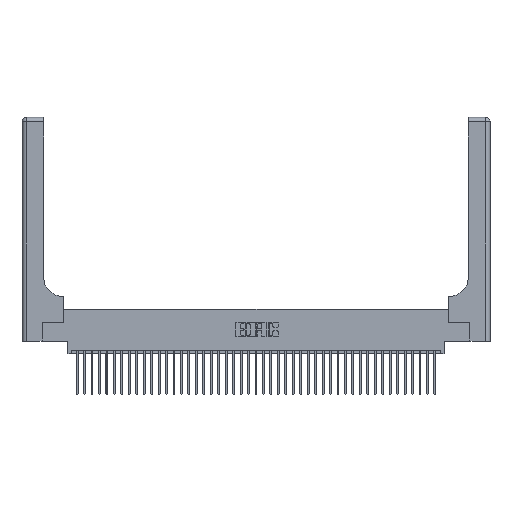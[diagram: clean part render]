
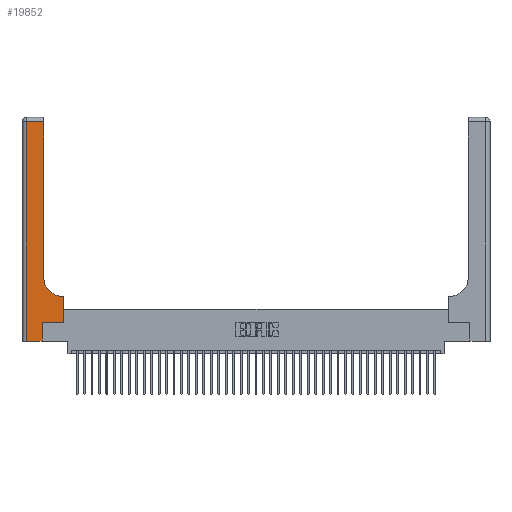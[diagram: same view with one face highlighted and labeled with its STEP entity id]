
A CAD part, top view. The second image highlights one B-rep face of the part: STEP entity #19852.
In plain terms, the highlighted planar face has unit normal (0, 0, 1).
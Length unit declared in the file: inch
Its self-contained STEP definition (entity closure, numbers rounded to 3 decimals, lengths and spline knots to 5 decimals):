
#270 = CARTESIAN_POINT ( 'NONE',  ( 0., 0., 0.37 ) ) ;
#432 = LINE ( 'NONE', #12538, #8316 ) ;
#1140 = VECTOR ( 'NONE', #28420, 39.37008 ) ;
#1524 = DIRECTION ( 'NONE',  ( 0., 1., 0. ) ) ;
#1953 = VECTOR ( 'NONE', #2993, 39.37008 ) ;
#2590 = ORIENTED_EDGE ( 'NONE', *, *, #5955, .T. ) ;
#2640 = CIRCLE ( 'NONE', #12292, 0.25 ) ;
#2993 = DIRECTION ( 'NONE',  ( 0., 1., 0. ) ) ;
#3825 = VECTOR ( 'NONE', #39524, 39.37008 ) ;
#3923 = CARTESIAN_POINT ( 'NONE',  ( 0.06, 0., 0.37 ) ) ;
#4252 = LINE ( 'NONE', #21639, #29743 ) ;
#4342 = CARTESIAN_POINT ( 'NONE',  ( 0., 3., 0.37 ) ) ;
#4407 = AXIS2_PLACEMENT_3D ( 'NONE', #4342, #27628, #7685 ) ;
#4649 = LINE ( 'NONE', #270, #21413 ) ;
#4652 = CARTESIAN_POINT ( 'NONE',  ( 0.5415, 0.6, 0.37 ) ) ;
#5037 = ORIENTED_EDGE ( 'NONE', *, *, #41943, .T. ) ;
#5839 = VECTOR ( 'NONE', #1524, 39.37008 ) ;
#5955 = EDGE_CURVE ( 'NONE', #41913, #7986, #2640, .T. ) ;
#6154 = ORIENTED_EDGE ( 'NONE', *, *, #7461, .T. ) ;
#6540 = LINE ( 'NONE', #30163, #15536 ) ;
#7024 = DIRECTION ( 'NONE',  ( 1., 0., 0. ) ) ;
#7051 = DIRECTION ( 'NONE',  ( 0., -1., 0. ) ) ;
#7399 = VERTEX_POINT ( 'NONE', #16950 ) ;
#7461 = EDGE_CURVE ( 'NONE', #13696, #32971, #6540, .T. ) ;
#7685 = DIRECTION ( 'NONE',  ( -1., 0., 0. ) ) ;
#7986 = VERTEX_POINT ( 'NONE', #17192 ) ;
#8316 = VECTOR ( 'NONE', #42133, 39.37008 ) ;
#9785 = EDGE_LOOP ( 'NONE', ( #20528, #13489, #6154, #31469, #22257, #5037, #10564, #28216, #2590 ) ) ;
#10564 = ORIENTED_EDGE ( 'NONE', *, *, #12545, .T. ) ;
#11978 = LINE ( 'NONE', #19742, #1953 ) ;
#12292 = AXIS2_PLACEMENT_3D ( 'NONE', #15500, #38444, #18858 ) ;
#12538 = CARTESIAN_POINT ( 'NONE',  ( 0., 2.94, 0.37 ) ) ;
#12545 = EDGE_CURVE ( 'NONE', #24283, #39755, #11978, .T. ) ;
#13268 = EDGE_CURVE ( 'NONE', #32971, #7399, #4649, .T. ) ;
#13489 = ORIENTED_EDGE ( 'NONE', *, *, #31333, .T. ) ;
#13696 = VERTEX_POINT ( 'NONE', #32572 ) ;
#14956 = CARTESIAN_POINT ( 'NONE',  ( 0.2915, 3., 0.37 ) ) ;
#15500 = CARTESIAN_POINT ( 'NONE',  ( 0.5415, 0.85, 0.37 ) ) ;
#15536 = VECTOR ( 'NONE', #7051, 39.37008 ) ;
#16270 = CARTESIAN_POINT ( 'NONE',  ( 0.269, 0.25, 0.37 ) ) ;
#16785 = EDGE_CURVE ( 'NONE', #7399, #35051, #26707, .T. ) ;
#16950 = CARTESIAN_POINT ( 'NONE',  ( 0.269, 0., 0.37 ) ) ;
#17192 = CARTESIAN_POINT ( 'NONE',  ( 0.2915, 0.85, 0.37 ) ) ;
#18395 = CARTESIAN_POINT ( 'NONE',  ( 0.2915, 2.94, 0.37 ) ) ;
#18858 = DIRECTION ( 'NONE',  ( 1., 0., 0. ) ) ;
#19742 = CARTESIAN_POINT ( 'NONE',  ( 0.5585, 0.25, 0.37 ) ) ;
#19852 = ADVANCED_FACE ( 'NONE', ( #26573 ), #24348, .F. ) ;
#20528 = ORIENTED_EDGE ( 'NONE', *, *, #37842, .T. ) ;
#21413 = VECTOR ( 'NONE', #7024, 39.37008 ) ;
#21619 = CARTESIAN_POINT ( 'NONE',  ( 0.5585, 0.25, 0.37 ) ) ;
#21639 = CARTESIAN_POINT ( 'NONE',  ( 0.269, 0.25, 0.37 ) ) ;
#21655 = LINE ( 'NONE', #36271, #3825 ) ;
#22257 = ORIENTED_EDGE ( 'NONE', *, *, #16785, .T. ) ;
#24283 = VERTEX_POINT ( 'NONE', #21619 ) ;
#24348 = PLANE ( 'NONE',  #4407 ) ;
#24932 = DIRECTION ( 'NONE',  ( 1., 0., 0. ) ) ;
#26573 = FACE_OUTER_BOUND ( 'NONE', #9785, .T. ) ;
#26707 = LINE ( 'NONE', #35035, #1140 ) ;
#27628 = DIRECTION ( 'NONE',  ( 0., 0., -1. ) ) ;
#28216 = ORIENTED_EDGE ( 'NONE', *, *, #40871, .T. ) ;
#28420 = DIRECTION ( 'NONE',  ( 0., 1., 0. ) ) ;
#29743 = VECTOR ( 'NONE', #24932, 39.37008 ) ;
#30163 = CARTESIAN_POINT ( 'NONE',  ( 0.06, 3., 0.37 ) ) ;
#31333 = EDGE_CURVE ( 'NONE', #38653, #13696, #432, .T. ) ;
#31469 = ORIENTED_EDGE ( 'NONE', *, *, #13268, .T. ) ;
#32572 = CARTESIAN_POINT ( 'NONE',  ( 0.06, 2.94, 0.37 ) ) ;
#32971 = VERTEX_POINT ( 'NONE', #3923 ) ;
#33243 = CARTESIAN_POINT ( 'NONE',  ( 0.5585, 0.6, 0.37 ) ) ;
#35035 = CARTESIAN_POINT ( 'NONE',  ( 0.269, 0., 0.37 ) ) ;
#35051 = VERTEX_POINT ( 'NONE', #16270 ) ;
#36271 = CARTESIAN_POINT ( 'NONE',  ( 0.2915, 0.6, 0.37 ) ) ;
#37842 = EDGE_CURVE ( 'NONE', #7986, #38653, #41998, .T. ) ;
#38444 = DIRECTION ( 'NONE',  ( 0., 0., -1. ) ) ;
#38653 = VERTEX_POINT ( 'NONE', #18395 ) ;
#39524 = DIRECTION ( 'NONE',  ( -1., 0., 0. ) ) ;
#39755 = VERTEX_POINT ( 'NONE', #33243 ) ;
#40871 = EDGE_CURVE ( 'NONE', #39755, #41913, #21655, .T. ) ;
#41913 = VERTEX_POINT ( 'NONE', #4652 ) ;
#41943 = EDGE_CURVE ( 'NONE', #35051, #24283, #4252, .T. ) ;
#41998 = LINE ( 'NONE', #14956, #5839 ) ;
#42133 = DIRECTION ( 'NONE',  ( -1., 0., 0. ) ) ;
